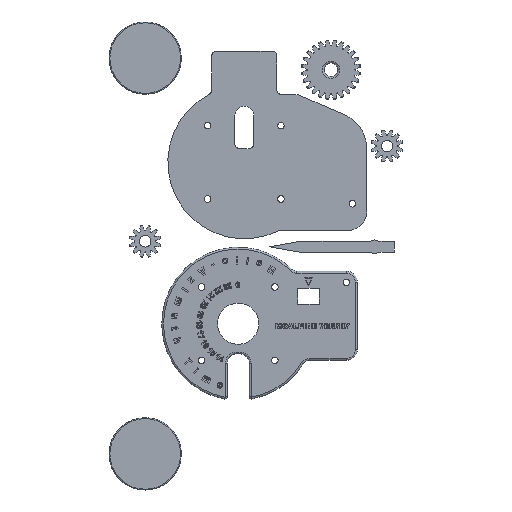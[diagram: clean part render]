
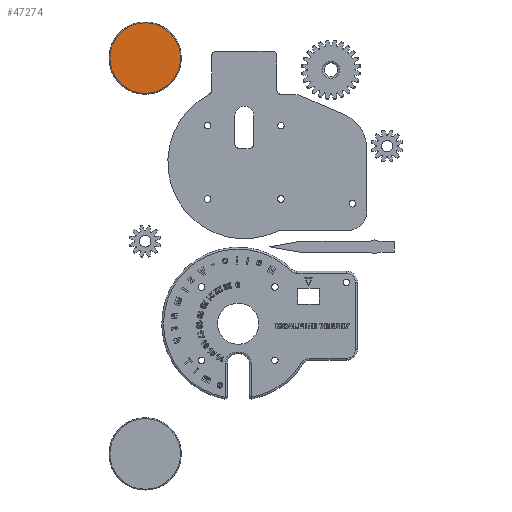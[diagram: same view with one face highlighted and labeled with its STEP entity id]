
A CAD part, front view. The second image highlights one B-rep face of the part: STEP entity #47274.
In plain terms, the highlighted planar face has unit normal (0, -1, 0).
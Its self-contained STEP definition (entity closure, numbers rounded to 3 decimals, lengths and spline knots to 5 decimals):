
#4153=PLANE('',#50479);
#14088=FACE_OUTER_BOUND('',#16837,.T.);
#16837=EDGE_LOOP('',(#41994));
#18591=CIRCLE('',#50474,0.48213);
#22487=VERTEX_POINT('',#87470);
#29133=EDGE_CURVE('',#22487,#22487,#18591,.T.);
#41994=ORIENTED_EDGE('',*,*,#29133,.F.);
#47274=ADVANCED_FACE('',(#14088),#4153,.F.);
#50474=AXIS2_PLACEMENT_3D('',#87471,#58872,#58873);
#50479=AXIS2_PLACEMENT_3D('',#87479,#58883,#58884);
#58872=DIRECTION('center_axis',(0.,1.,0.));
#58873=DIRECTION('ref_axis',(-1.,0.,0.));
#58883=DIRECTION('center_axis',(0.,1.,0.));
#58884=DIRECTION('ref_axis',(-1.,0.,0.));
#87470=CARTESIAN_POINT('',(0.96083,0.01126,2.98213));
#87471=CARTESIAN_POINT('Origin',(0.96083,0.01126,2.5));
#87479=CARTESIAN_POINT('Origin',(0.96083,0.01126,2.5));
